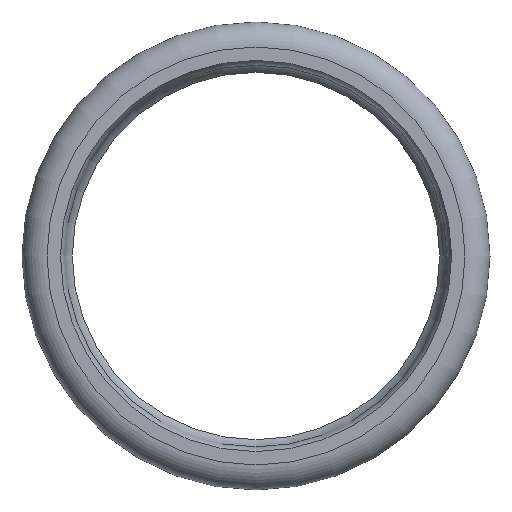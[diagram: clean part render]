
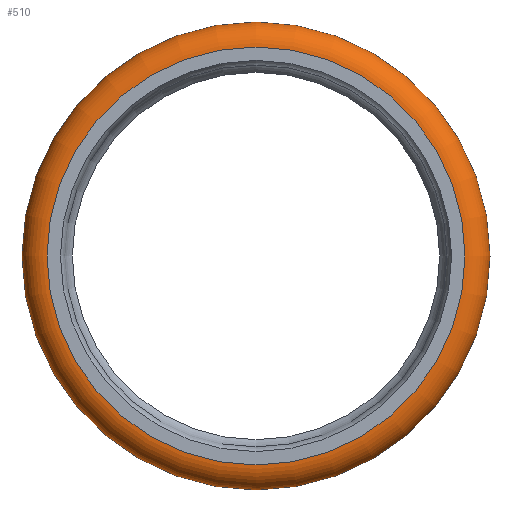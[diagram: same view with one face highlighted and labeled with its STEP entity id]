
A CAD part, left-side view. The second image highlights one B-rep face of the part: STEP entity #510.
In plain terms, the highlighted toroidal (fillet/blend) face has major radius 59.15 mm and minor radius 7.1 mm.
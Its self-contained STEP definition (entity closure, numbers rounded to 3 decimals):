
#54=TOROIDAL_SURFACE('',#598,59.15,7.1);
#70=FACE_OUTER_BOUND('',#94,.T.);
#94=EDGE_LOOP('',(#408,#409,#410,#411,#412,#413));
#123=CIRCLE('',#559,65.706);
#124=CIRCLE('',#560,65.706);
#155=CIRCLE('',#599,59.15);
#156=CIRCLE('',#600,7.1);
#157=CIRCLE('',#601,59.15);
#195=VERTEX_POINT('',#927);
#196=VERTEX_POINT('',#928);
#222=VERTEX_POINT('',#997);
#223=VERTEX_POINT('',#998);
#260=EDGE_CURVE('',#195,#196,#123,.T.);
#261=EDGE_CURVE('',#196,#195,#124,.T.);
#295=EDGE_CURVE('',#222,#223,#155,.T.);
#296=EDGE_CURVE('',#223,#195,#156,.T.);
#297=EDGE_CURVE('',#223,#222,#157,.T.);
#408=ORIENTED_EDGE('',*,*,#295,.T.);
#409=ORIENTED_EDGE('',*,*,#296,.T.);
#410=ORIENTED_EDGE('',*,*,#260,.T.);
#411=ORIENTED_EDGE('',*,*,#261,.T.);
#412=ORIENTED_EDGE('',*,*,#296,.F.);
#413=ORIENTED_EDGE('',*,*,#297,.T.);
#510=ADVANCED_FACE('',(#70),#54,.T.);
#559=AXIS2_PLACEMENT_3D('',#929,#674,#675);
#560=AXIS2_PLACEMENT_3D('',#930,#676,#677);
#598=AXIS2_PLACEMENT_3D('',#996,#755,#756);
#599=AXIS2_PLACEMENT_3D('',#999,#757,#758);
#600=AXIS2_PLACEMENT_3D('',#1000,#759,#760);
#601=AXIS2_PLACEMENT_3D('',#1001,#761,#762);
#674=DIRECTION('center_axis',(-1.,0.,0.));
#675=DIRECTION('ref_axis',(0.,0.,1.));
#676=DIRECTION('center_axis',(-1.,0.,0.));
#677=DIRECTION('ref_axis',(0.,0.,1.));
#755=DIRECTION('center_axis',(-1.,0.,0.));
#756=DIRECTION('ref_axis',(0.,0.,-1.));
#757=DIRECTION('center_axis',(1.,0.,0.));
#758=DIRECTION('ref_axis',(0.,1.,0.));
#759=DIRECTION('center_axis',(0.,1.,0.));
#760=DIRECTION('ref_axis',(0.,0.,1.));
#761=DIRECTION('center_axis',(1.,0.,0.));
#762=DIRECTION('ref_axis',(0.,1.,0.));
#927=CARTESIAN_POINT('',(-193.174,0.,65.706));
#928=CARTESIAN_POINT('',(-193.174,0.,-65.706));
#929=CARTESIAN_POINT('Origin',(-193.174,0.,0.));
#930=CARTESIAN_POINT('Origin',(-193.174,0.,0.));
#996=CARTESIAN_POINT('Origin',(-195.9,0.,0.));
#997=CARTESIAN_POINT('',(-203.,59.15,0.));
#998=CARTESIAN_POINT('',(-203.,0.,59.15));
#999=CARTESIAN_POINT('Origin',(-203.,0.,0.));
#1000=CARTESIAN_POINT('Origin',(-195.9,0.,59.15));
#1001=CARTESIAN_POINT('Origin',(-203.,0.,0.));
